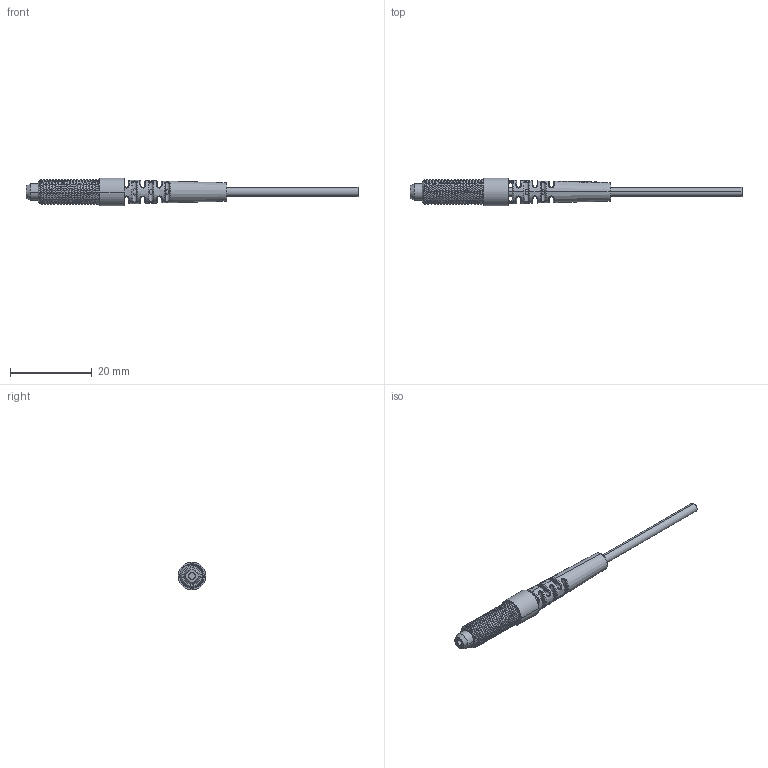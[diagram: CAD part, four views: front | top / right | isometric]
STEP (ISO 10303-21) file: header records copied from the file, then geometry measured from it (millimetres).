
FILE_DESCRIPTION((''),'2;1');
FILE_NAME('PT6Y10_ASM','2020-06-09T11:43:28',('Administrator'),(''),'CREO PARAMETRIC BY PTC INC, 2018400','CREO PARAMETRIC BY PTC INC, 2018400','');
FILE_SCHEMA(('AUTOMOTIVE_DESIGN { 1 0 10303 214 1 1 1 1 }'));
Length unit declared in the file: millimetre
Products named in the file (5): BOJKE-M6_; 22XIAN_DAN___; PTM6____; M6DANXIAN__ASM; PT6Y10_ASM
Assembly tree (4 placements, depth 3):
  PT6Y10_ASM
    BOJKE-M6_
    M6DANXIAN__ASM
      22XIAN_DAN___
      PTM6____
Bounding box: 81 x 6.8 x 6.8 mm (x, y, z)
Volume: 1073.9 mm3; surface area: 1942.1 mm2
Topology: 3 solids, 3 shells, 262 faces, 686 edges, 436 vertices
Faces by surface type: cylinder 68, bspline 57, extrusion 48, plane 39, torus 32, cone 18
Entity records: 21483 total; most frequent: CARTESIAN_POINT 13906, ORIENTED_EDGE 1372, DIRECTION 946, EDGE_CURVE 686, PRESENTATION_STYLE_ASSIGNMENT 496, STYLED_ITEM 496, CURVE_STYLE 494, VERTEX_POINT 436
